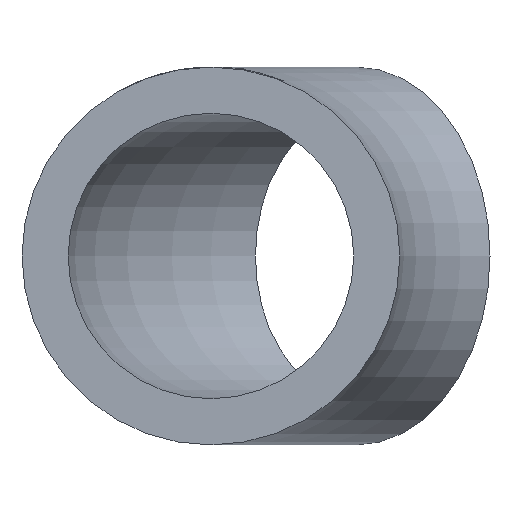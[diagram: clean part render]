
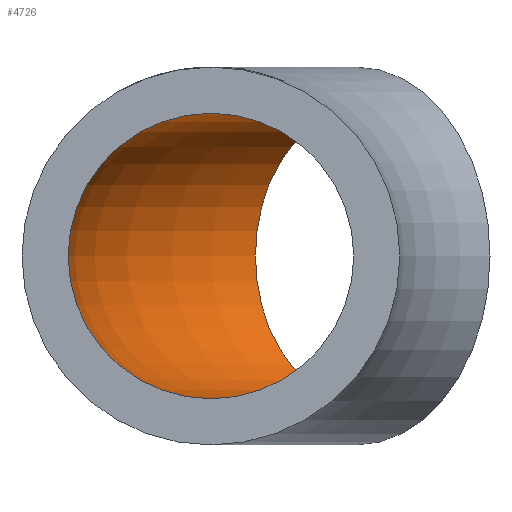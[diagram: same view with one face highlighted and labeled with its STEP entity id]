
A CAD part, front view. The second image highlights one B-rep face of the part: STEP entity #4726.
In plain terms, the highlighted toroidal (fillet/blend) face has major radius 28 mm and minor radius 8.05 mm.
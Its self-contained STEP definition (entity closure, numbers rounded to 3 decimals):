
#704 = CARTESIAN_POINT ( 'NONE',  ( -28., 0., 0. ) ) ;
#1115 = ORIENTED_EDGE ( 'NONE', *, *, #10555, .T. ) ;
#1432 = DIRECTION ( 'NONE',  ( 0.707, 0.707, 0. ) ) ;
#1598 = DIRECTION ( 'NONE',  ( 0., 0., 1. ) ) ;
#2480 = EDGE_LOOP ( 'NONE', ( #9741 ) ) ;
#3076 = FACE_OUTER_BOUND ( 'NONE', #2480, .T. ) ;
#3187 = AXIS2_PLACEMENT_3D ( 'NONE', #704, #10453, #1598 ) ;
#4726 = ADVANCED_FACE ( 'NONE', ( #5511, #3076 ), #7293, .F. ) ;
#5434 = EDGE_LOOP ( 'NONE', ( #1115 ) ) ;
#5511 = FACE_OUTER_BOUND ( 'NONE', #5434, .T. ) ;
#5833 = DIRECTION ( 'NONE',  ( -1., 0., 0. ) ) ;
#6505 = CARTESIAN_POINT ( 'NONE',  ( -25.491, 25.491, 0. ) ) ;
#6887 = CIRCLE ( 'NONE', #8515, 8.05 ) ;
#7293 = TOROIDAL_SURFACE ( 'NONE', #10745, 28., 8.05 ) ;
#7868 = CIRCLE ( 'NONE', #3187, 8.05 ) ;
#8515 = AXIS2_PLACEMENT_3D ( 'NONE', #10095, #1432, #11928 ) ;
#9010 = CARTESIAN_POINT ( 'NONE',  ( 0., 0., 0. ) ) ;
#9374 = EDGE_CURVE ( 'NONE', #11396, #11396, #7868, .T. ) ;
#9714 = DIRECTION ( 'NONE',  ( 0., 0., -1. ) ) ;
#9741 = ORIENTED_EDGE ( 'NONE', *, *, #9374, .F. ) ;
#10095 = CARTESIAN_POINT ( 'NONE',  ( -19.799, 19.799, 0. ) ) ;
#10453 = DIRECTION ( 'NONE',  ( 0., 1., 0. ) ) ;
#10555 = EDGE_CURVE ( 'NONE', #12426, #12426, #6887, .T. ) ;
#10745 = AXIS2_PLACEMENT_3D ( 'NONE', #9010, #9714, #5833 ) ;
#11396 = VERTEX_POINT ( 'NONE', #11531 ) ;
#11531 = CARTESIAN_POINT ( 'NONE',  ( -28., 0., 8.05 ) ) ;
#11928 = DIRECTION ( 'NONE',  ( -0.707, 0.707, 0. ) ) ;
#12426 = VERTEX_POINT ( 'NONE', #6505 ) ;
